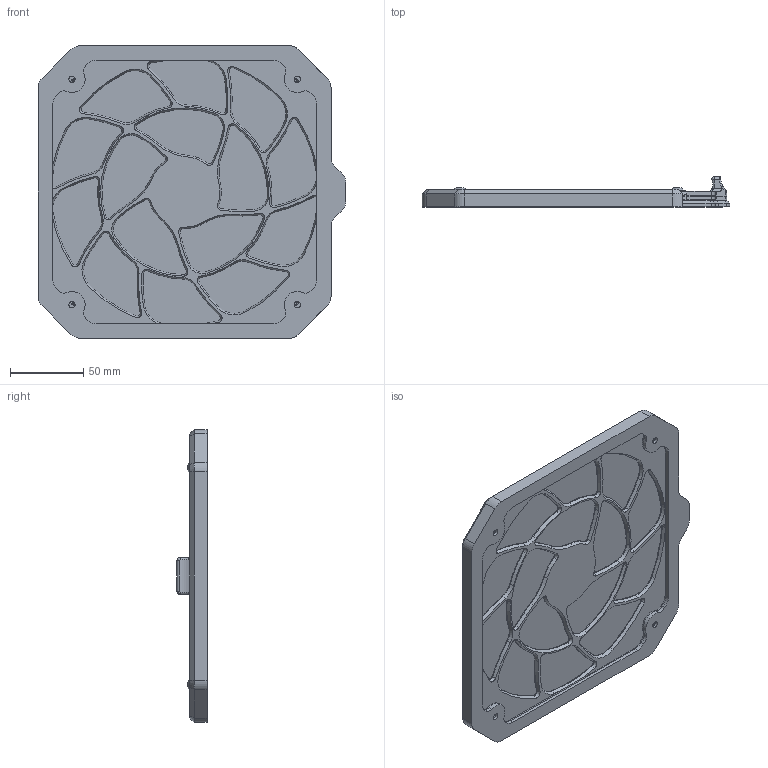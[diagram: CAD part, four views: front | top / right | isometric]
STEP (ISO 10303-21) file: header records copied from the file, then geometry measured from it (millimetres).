
FILE_DESCRIPTION(('STEP AP242'), '1');
FILE_NAME('Filter200mm', '', ('UNSPECIFIED'), ('UNSPECIFIED'), 'C3D Converter', 'C3D Toolkit', '');
FILE_SCHEMA(('AP242_MANAGED_MODEL_BASED_3D_ENGINEERING_MIM_LF { 1 0 10303 442 1 1 4 }'));
Length unit declared in the file: millimetre
Assembly tree (10 placements, depth 3):
  (unnamed)
    (unnamed)
    (unnamed)
      (unnamed)
      (unnamed)
      (unnamed)  x4
      (unnamed)
      (unnamed)
Bounding box: 210 x 20.6 x 200 mm (x, y, z)
Volume: 139666.1 mm3; surface area: 166700.3 mm2
Topology: 9 solids, 9 shells, 810 faces, 2157 edges, 1368 vertices
Faces by surface type: cylinder 363, plane 241, cone 155, torus 37, bspline 14
Full cylindrical faces by diameter (mm): 2.7 x5, 3 x5, 3.2 x5, 4.3 x4, 5.6 x5, 8 x4, 191.5 x1
Entity records: 31453 total; most frequent: CARTESIAN_POINT 6503, DIRECTION 4172, ORIENTED_EDGE 3774, EDGE_CURVE 1887, AXIS2_PLACEMENT_3D 1659, VERTEX_POINT 1224, CIRCLE 933, EDGE_LOOP 863
